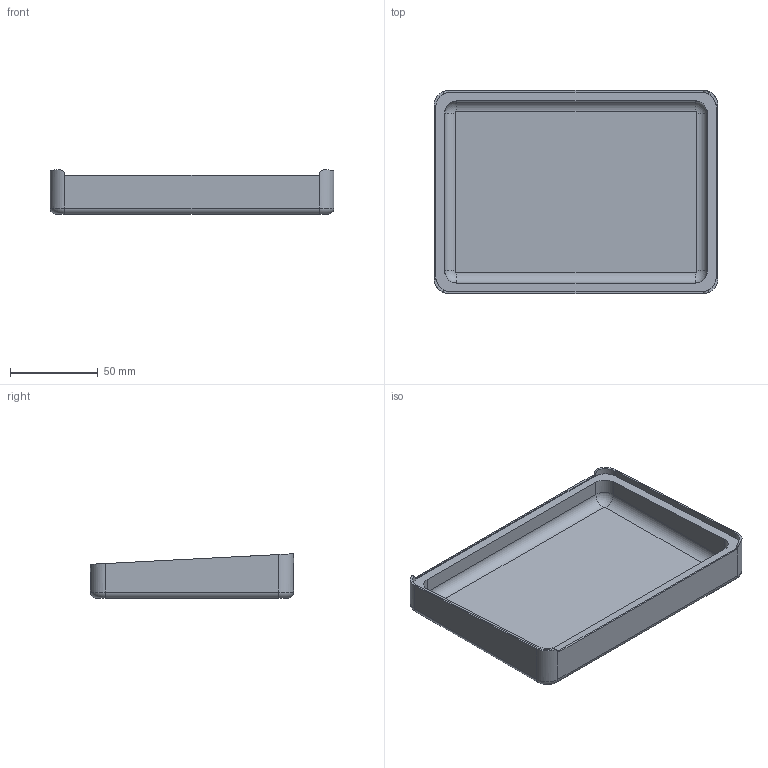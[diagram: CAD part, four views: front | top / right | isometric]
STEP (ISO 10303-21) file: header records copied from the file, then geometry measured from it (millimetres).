
FILE_DESCRIPTION(('HOOPS Exchange Step'),'2;1');
FILE_NAME('temp_export','2025-06-15T15:38:05-07:00',('mobile'),('Shapr3D Limited'),'HOOPS Exchange 2024.8','Shapr3D','Authorized');
FILE_SCHEMA( ('AP242_MANAGED_MODEL_BASED_3D_ENGINEERING_MIM_LF {1 0 10303 442 1 1 4}') );
Length unit declared in the file: millimetre
Products named in the file (2): trackpad; root
Assembly tree (1 placements, depth 2):
  root
    trackpad
Bounding box: 162 x 115.9 x 25.3 mm (x, y, z)
Volume: 86273.1 mm3; surface area: 56110.8 mm2
Topology: 1 solids, 1 shells, 51 faces, 124 edges, 76 vertices
Faces by surface type: cylinder 24, plane 19, torus 8
Entity records: 1775 total; most frequent: CARTESIAN_POINT 495, DIRECTION 278, ORIENTED_EDGE 248, EDGE_CURVE 124, AXIS2_PLACEMENT_3D 107, VERTEX_POINT 76, VECTOR 64, LINE 64
